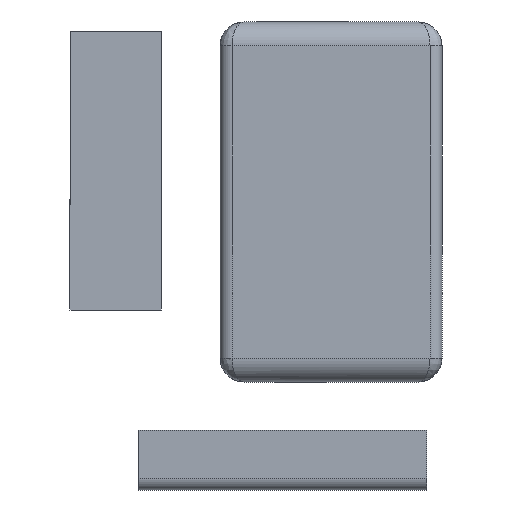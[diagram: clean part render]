
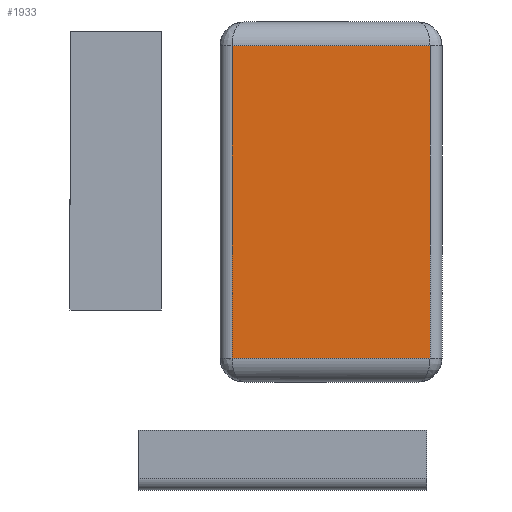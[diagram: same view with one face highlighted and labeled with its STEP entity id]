
A CAD part, front view. The second image highlights one B-rep face of the part: STEP entity #1933.
In plain terms, the highlighted planar face has unit normal (0, -1, 0).
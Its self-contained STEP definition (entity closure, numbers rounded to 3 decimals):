
#181=FACE_OUTER_BOUND('',#294,.T.);
#294=EDGE_LOOP('',(#1447,#1448,#1449,#1450));
#458=LINE('',#3091,#675);
#460=LINE('',#3095,#677);
#461=LINE('',#3097,#678);
#462=LINE('',#3098,#679);
#675=VECTOR('',#2403,10.);
#677=VECTOR('',#2407,15.);
#678=VECTOR('',#2408,10.);
#679=VECTOR('',#2409,15.);
#862=VERTEX_POINT('',#2968);
#864=VERTEX_POINT('',#3003);
#873=VERTEX_POINT('',#3094);
#874=VERTEX_POINT('',#3096);
#1079=EDGE_CURVE('',#862,#864,#458,.T.);
#1081=EDGE_CURVE('',#862,#873,#460,.F.);
#1082=EDGE_CURVE('',#874,#873,#461,.T.);
#1083=EDGE_CURVE('',#874,#864,#462,.T.);
#1447=ORIENTED_EDGE('',*,*,#1079,.F.);
#1448=ORIENTED_EDGE('',*,*,#1081,.T.);
#1449=ORIENTED_EDGE('',*,*,#1082,.F.);
#1450=ORIENTED_EDGE('',*,*,#1083,.T.);
#1849=PLANE('',#2097);
#1933=ADVANCED_FACE('',(#181),#1849,.T.);
#2097=AXIS2_PLACEMENT_3D('',#3093,#2405,#2406);
#2403=DIRECTION('',(-1.,0.,0.));
#2405=DIRECTION('center_axis',(0.,-1.,0.));
#2406=DIRECTION('ref_axis',(0.,0.,-1.));
#2407=DIRECTION('',(0.,0.,-1.));
#2408=DIRECTION('',(1.,0.,0.));
#2409=DIRECTION('',(0.,0.,-1.));
#2968=CARTESIAN_POINT('',(2.4,-15.4,-6.5));
#3003=CARTESIAN_POINT('',(-5.85,-15.4,-6.5));
#3091=CARTESIAN_POINT('',(-20.517,-15.4,-6.5));
#3093=CARTESIAN_POINT('Origin',(-20.517,-15.4,7.5));
#3094=CARTESIAN_POINT('',(2.4,-15.4,6.5));
#3095=CARTESIAN_POINT('',(2.4,-15.4,7.5));
#3096=CARTESIAN_POINT('',(-5.85,-15.4,6.5));
#3097=CARTESIAN_POINT('',(-20.517,-15.4,6.5));
#3098=CARTESIAN_POINT('',(-5.85,-15.4,7.5));
